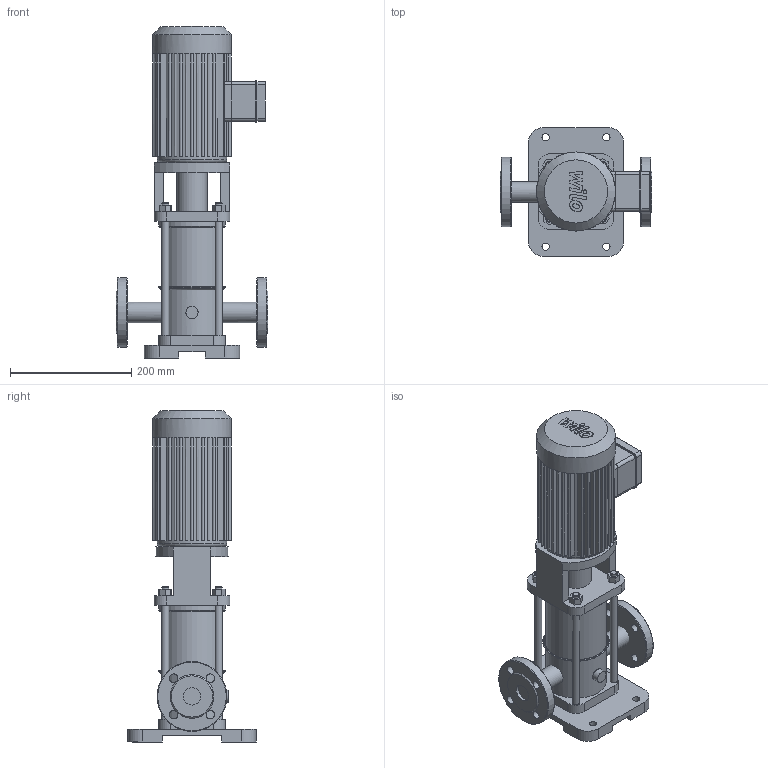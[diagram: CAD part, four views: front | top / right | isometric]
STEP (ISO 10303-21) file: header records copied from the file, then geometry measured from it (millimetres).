
FILE_DESCRIPTION(/* description */ (''),/* implementation_level */ '2;1');
FILE_NAME(/* name */ '3d_MVI202-2_25_V_3-400-50-2-4019052.stp',/* time_stamp */ '2017-01-31T19:38:59+01:00',/* author */ ('Łukasz'),/* organization */ (''),/* preprocessor_version */ 'ST-DEVELOPER v16.1',/* originating_system */ 'AutoCAD Mechanical',/* authorisation */ '');
FILE_SCHEMA (('AUTOMOTIVE_DESIGN { 1 0 10303 214 3 1 1 }'));
Length unit declared in the file: millimetre
Products named in the file (1): Product
Bounding box: 250 x 212 x 546.7 mm (x, y, z)
Volume: 6267683.1 mm3; surface area: 601969.9 mm2
Topology: 16 solids, 16 shells, 489 faces, 1264 edges, 816 vertices
Faces by surface type: plane 308, cylinder 124, torus 25, bspline 24, cone 8
Full cylindrical faces by diameter (mm): 12 x12, 14 x8, 20 x1, 28.5 x2, 33.7 x2, 50 x1, 100 x2, 110 x1, 115 x3, 130 x1
Entity records: 15137 total; most frequent: CARTESIAN_POINT 3268, DIRECTION 2483, ORIENTED_EDGE 2382, EDGE_CURVE 1191, AXIS2_PLACEMENT_3D 893, VERTEX_POINT 798, LINE 697, VECTOR 697
